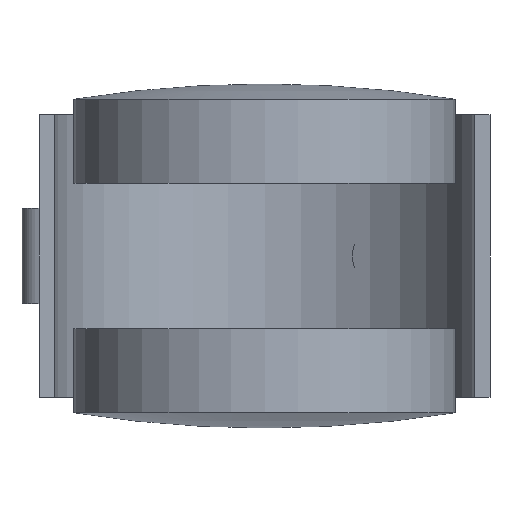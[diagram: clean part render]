
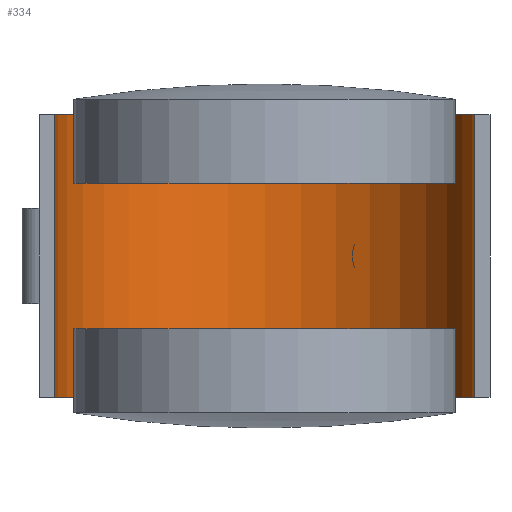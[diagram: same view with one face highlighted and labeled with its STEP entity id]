
A CAD part, front view. The second image highlights one B-rep face of the part: STEP entity #334.
In plain terms, the highlighted cylindrical face has radius 27.5 mm (diameter 55 mm), a partial arc.
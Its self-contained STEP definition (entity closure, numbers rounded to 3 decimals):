
#51 = ORIENTED_EDGE ( 'NONE', *, *, #1151, .F. ) ;
#68 = CARTESIAN_POINT ( 'NONE',  ( 27.5, 0., 18.5 ) ) ;
#73 = DIRECTION ( 'NONE',  ( 0., 0., -1. ) ) ;
#88 = CARTESIAN_POINT ( 'NONE',  ( -27.5, 0., 18.5 ) ) ;
#123 = CARTESIAN_POINT ( 'NONE',  ( 0., 0., 18.5 ) ) ;
#127 = CARTESIAN_POINT ( 'NONE',  ( 27.5, 0., -18.5 ) ) ;
#159 = VERTEX_POINT ( 'NONE', #1316 ) ;
#244 = EDGE_CURVE ( 'NONE', #159, #1470, #1810, .T. ) ;
#302 = CARTESIAN_POINT ( 'NONE',  ( 0., 0., 18.5 ) ) ;
#334 = ADVANCED_FACE ( 'NONE', ( #1187 ), #1547, .F. ) ;
#351 = EDGE_LOOP ( 'NONE', ( #2097, #51, #569, #896 ) ) ;
#390 = EDGE_CURVE ( 'NONE', #1052, #159, #768, .T. ) ;
#512 = DIRECTION ( 'NONE',  ( -1., 0., 0. ) ) ;
#525 = VECTOR ( 'NONE', #1325, 1000. ) ;
#569 = ORIENTED_EDGE ( 'NONE', *, *, #1497, .F. ) ;
#574 = AXIS2_PLACEMENT_3D ( 'NONE', #302, #1322, #1508 ) ;
#592 = AXIS2_PLACEMENT_3D ( 'NONE', #123, #1210, #512 ) ;
#731 = LINE ( 'NONE', #68, #1597 ) ;
#768 = LINE ( 'NONE', #88, #525 ) ;
#812 = CARTESIAN_POINT ( 'NONE',  ( -27.5, 0., 18.5 ) ) ;
#896 = ORIENTED_EDGE ( 'NONE', *, *, #390, .T. ) ;
#944 = DIRECTION ( 'NONE',  ( 0., 0., -1. ) ) ;
#1052 = VERTEX_POINT ( 'NONE', #812 ) ;
#1151 = EDGE_CURVE ( 'NONE', #1584, #1470, #731, .T. ) ;
#1187 = FACE_OUTER_BOUND ( 'NONE', #351, .T. ) ;
#1210 = DIRECTION ( 'NONE',  ( 0., 0., -1. ) ) ;
#1219 = AXIS2_PLACEMENT_3D ( 'NONE', #2202, #73, #2013 ) ;
#1276 = CARTESIAN_POINT ( 'NONE',  ( 27.5, 0., 18.5 ) ) ;
#1316 = CARTESIAN_POINT ( 'NONE',  ( -27.5, 0., -18.5 ) ) ;
#1322 = DIRECTION ( 'NONE',  ( 0., 0., -1. ) ) ;
#1325 = DIRECTION ( 'NONE',  ( 0., 0., -1. ) ) ;
#1470 = VERTEX_POINT ( 'NONE', #127 ) ;
#1497 = EDGE_CURVE ( 'NONE', #1052, #1584, #1754, .T. ) ;
#1508 = DIRECTION ( 'NONE',  ( -1., 0., 0. ) ) ;
#1547 = CYLINDRICAL_SURFACE ( 'NONE', #592, 27.5 ) ;
#1584 = VERTEX_POINT ( 'NONE', #1276 ) ;
#1597 = VECTOR ( 'NONE', #944, 1000. ) ;
#1754 = CIRCLE ( 'NONE', #574, 27.5 ) ;
#1810 = CIRCLE ( 'NONE', #1219, 27.5 ) ;
#2013 = DIRECTION ( 'NONE',  ( -1., 0., 0. ) ) ;
#2097 = ORIENTED_EDGE ( 'NONE', *, *, #244, .T. ) ;
#2202 = CARTESIAN_POINT ( 'NONE',  ( 0., 0., -18.5 ) ) ;
